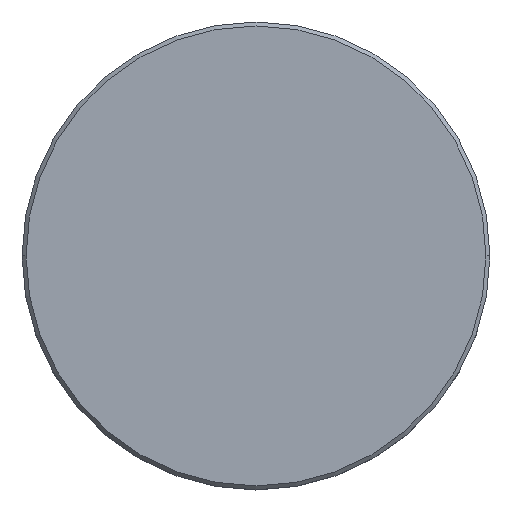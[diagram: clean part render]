
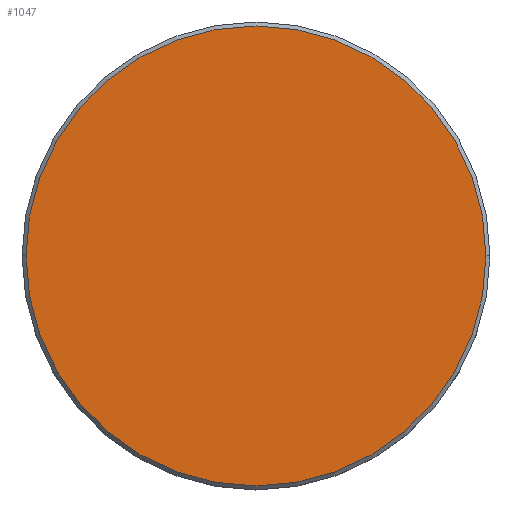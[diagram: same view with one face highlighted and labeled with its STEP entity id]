
A CAD part, top view. The second image highlights one B-rep face of the part: STEP entity #1047.
In plain terms, the highlighted planar face has unit normal (0, 0, 1).
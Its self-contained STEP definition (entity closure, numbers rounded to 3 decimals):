
#126 = CARTESIAN_POINT ( 'NONE',  ( -29., 0., 0. ) ) ;
#143 = DIRECTION ( 'NONE',  ( 0., 0., 1. ) ) ;
#209 = AXIS2_PLACEMENT_3D ( 'NONE', #665, #1107, #949 ) ;
#217 = CARTESIAN_POINT ( 'NONE',  ( 0., 0., 0. ) ) ;
#312 = CARTESIAN_POINT ( 'NONE',  ( 0., 0., 0. ) ) ;
#357 = EDGE_LOOP ( 'NONE', ( #843, #710 ) ) ;
#384 = EDGE_CURVE ( 'NONE', #1053, #683, #947, .T. ) ;
#428 = CIRCLE ( 'NONE', #209, 29. ) ;
#499 = AXIS2_PLACEMENT_3D ( 'NONE', #312, #663, #940 ) ;
#663 = DIRECTION ( 'NONE',  ( 0., 0., 1. ) ) ;
#665 = CARTESIAN_POINT ( 'NONE',  ( 0., 0., 0. ) ) ;
#683 = VERTEX_POINT ( 'NONE', #1174 ) ;
#710 = ORIENTED_EDGE ( 'NONE', *, *, #753, .T. ) ;
#744 = FACE_OUTER_BOUND ( 'NONE', #357, .T. ) ;
#753 = EDGE_CURVE ( 'NONE', #683, #1053, #428, .T. ) ;
#843 = ORIENTED_EDGE ( 'NONE', *, *, #384, .T. ) ;
#937 = DIRECTION ( 'NONE',  ( 1., 0., 0. ) ) ;
#940 = DIRECTION ( 'NONE',  ( 1., 0., 0. ) ) ;
#947 = CIRCLE ( 'NONE', #1137, 29. ) ;
#949 = DIRECTION ( 'NONE',  ( 1., 0., 0. ) ) ;
#1047 = ADVANCED_FACE ( 'NONE', ( #744 ), #1119, .T. ) ;
#1053 = VERTEX_POINT ( 'NONE', #126 ) ;
#1107 = DIRECTION ( 'NONE',  ( 0., 0., 1. ) ) ;
#1119 = PLANE ( 'NONE',  #499 ) ;
#1137 = AXIS2_PLACEMENT_3D ( 'NONE', #217, #143, #937 ) ;
#1174 = CARTESIAN_POINT ( 'NONE',  ( 29., 0., 0. ) ) ;
